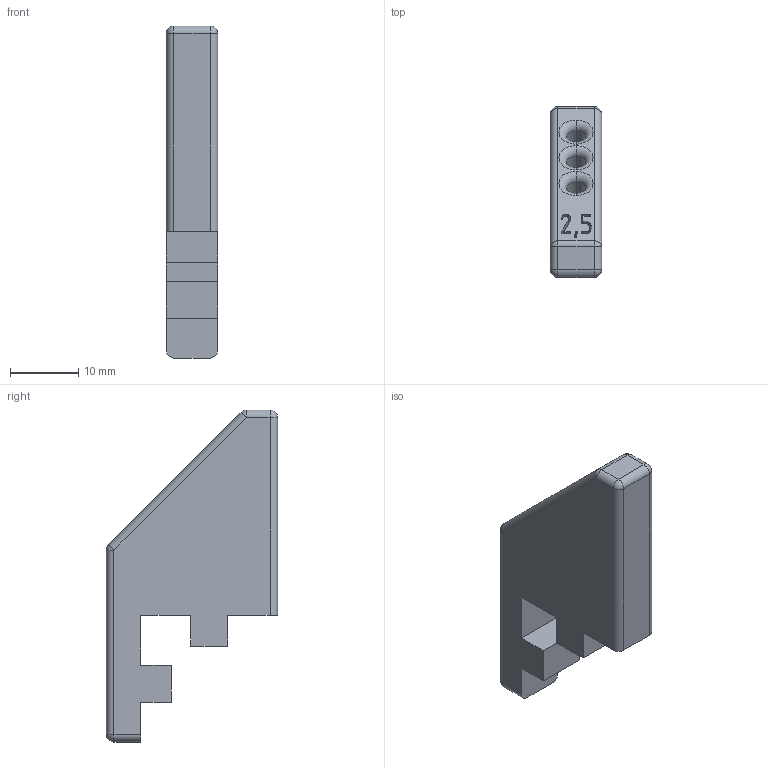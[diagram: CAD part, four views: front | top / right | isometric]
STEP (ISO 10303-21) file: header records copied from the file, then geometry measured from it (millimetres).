
FILE_DESCRIPTION (( 'STEP AP203' ), '1' );
FILE_NAME ('ô2.5.STEP', '2025-11-08T12:31:31', ( '' ), ( '' ), 'SwSTEP 2.0', 'SolidWorks 2025', '' );
FILE_SCHEMA (( 'CONFIG_CONTROL_DESIGN' ));
Length unit declared in the file: millimetre
Products named in the file (1): ф2.5
Bounding box: 7.5 x 25 x 48.5 mm (x, y, z)
Volume: 4932.4 mm3; surface area: 2713.4 mm2
Topology: 1 solids, 1 shells, 100 faces, 254 edges, 154 vertices
Faces by surface type: plane 37, bspline 29, cylinder 20, sphere 8, torus 6
Entity records: 3965 total; most frequent: CARTESIAN_POINT 1690, ORIENTED_EDGE 492, DIRECTION 384, EDGE_CURVE 246, VERTEX_POINT 154, VECTOR 136, LINE 136, AXIS2_PLACEMENT_3D 124
